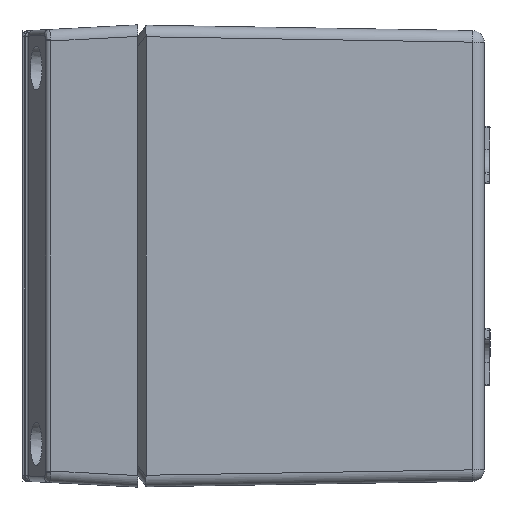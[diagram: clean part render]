
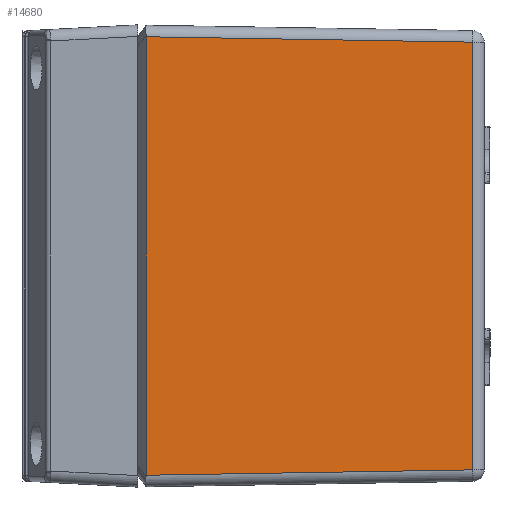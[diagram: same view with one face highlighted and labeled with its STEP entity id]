
A CAD part, left-side view. The second image highlights one B-rep face of the part: STEP entity #14680.
In plain terms, the highlighted planar face has unit normal (-1, -0.016, 0).
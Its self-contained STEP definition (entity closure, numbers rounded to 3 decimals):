
#2946=FACE_OUTER_BOUND('',#4077,.T.);
#4077=EDGE_LOOP('',(#12502,#12503,#12504,#12505));
#5063=LINE('',#31798,#5893);
#5064=LINE('',#31800,#5894);
#5065=LINE('',#31802,#5895);
#5066=LINE('',#31803,#5896);
#5893=VECTOR('',#19964,1000.);
#5894=VECTOR('',#19965,1000.);
#5895=VECTOR('',#19966,1000.);
#5896=VECTOR('',#19967,1000.);
#7236=VERTEX_POINT('',#31796);
#7237=VERTEX_POINT('',#31797);
#7238=VERTEX_POINT('',#31799);
#7239=VERTEX_POINT('',#31801);
#9072=EDGE_CURVE('',#7236,#7237,#5063,.T.);
#9073=EDGE_CURVE('',#7237,#7238,#5064,.T.);
#9074=EDGE_CURVE('',#7238,#7239,#5065,.T.);
#9075=EDGE_CURVE('',#7239,#7236,#5066,.T.);
#12502=ORIENTED_EDGE('',*,*,#9072,.T.);
#12503=ORIENTED_EDGE('',*,*,#9073,.T.);
#12504=ORIENTED_EDGE('',*,*,#9074,.T.);
#12505=ORIENTED_EDGE('',*,*,#9075,.T.);
#13950=PLANE('',#16291);
#14680=ADVANCED_FACE('',(#2946),#13950,.T.);
#16291=AXIS2_PLACEMENT_3D('',#31795,#19962,#19963);
#19962=DIRECTION('center_axis',(-1.,-0.016,0.));
#19963=DIRECTION('ref_axis',(0.016,-1.,0.));
#19964=DIRECTION('',(0.,0.,1.));
#19965=DIRECTION('',(-0.016,1.,0.016));
#19966=DIRECTION('',(0.,0.,-1.));
#19967=DIRECTION('',(0.016,-1.,0.016));
#31795=CARTESIAN_POINT('Origin',(-40.,0.,-40.));
#31796=CARTESIAN_POINT('',(-39.015,-60.033,-37.015));
#31797=CARTESIAN_POINT('',(-39.015,-60.033,37.015));
#31798=CARTESIAN_POINT('',(-39.015,-60.033,38.983));
#31799=CARTESIAN_POINT('',(-39.943,-3.5,37.943));
#31800=CARTESIAN_POINT('',(-39.979,-1.279,37.979));
#31801=CARTESIAN_POINT('',(-39.943,-3.5,-37.943));
#31802=CARTESIAN_POINT('',(-39.943,-3.5,-39.967));
#31803=CARTESIAN_POINT('',(-40.001,0.033,-38.001));
